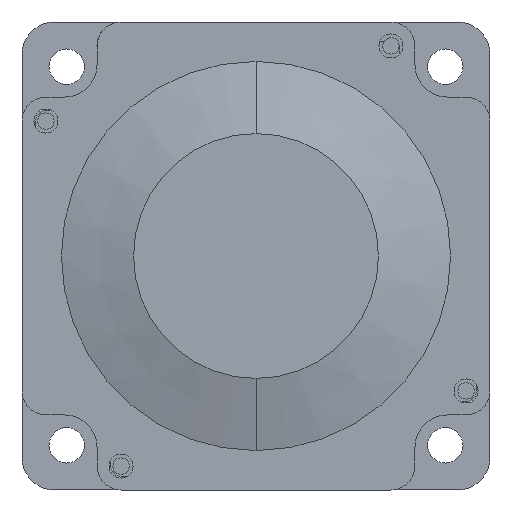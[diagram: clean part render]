
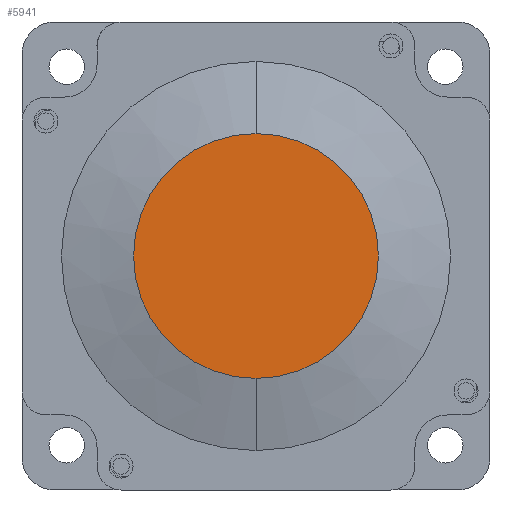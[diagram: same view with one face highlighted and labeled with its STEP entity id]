
A CAD part, front view. The second image highlights one B-rep face of the part: STEP entity #5941.
In plain terms, the highlighted planar face has unit normal (0, -1, 0).
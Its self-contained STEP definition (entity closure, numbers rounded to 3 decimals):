
#152 = CARTESIAN_POINT ( 'NONE',  ( 43., -3.5, -43. ) ) ;
#367 = AXIS2_PLACEMENT_3D ( 'NONE', #152, #5839, #980 ) ;
#651 = DIRECTION ( 'NONE',  ( 0., 0., 1. ) ) ;
#980 = DIRECTION ( 'NONE',  ( 0., 0., 1. ) ) ;
#1471 = DIRECTION ( 'NONE',  ( 0., 1., 0. ) ) ;
#1531 = CARTESIAN_POINT ( 'NONE',  ( 43., -3.5, -65.5 ) ) ;
#2822 = VERTEX_POINT ( 'NONE', #1531 ) ;
#3322 = EDGE_LOOP ( 'NONE', ( #10146, #7060 ) ) ;
#3385 = AXIS2_PLACEMENT_3D ( 'NONE', #4681, #1471, #7128 ) ;
#3396 = CIRCLE ( 'NONE', #6261, 22.5 ) ;
#3876 = VERTEX_POINT ( 'NONE', #7430 ) ;
#4407 = CIRCLE ( 'NONE', #367, 22.5 ) ;
#4647 = PLANE ( 'NONE',  #3385 ) ;
#4681 = CARTESIAN_POINT ( 'NONE',  ( 43., -3.5, -43. ) ) ;
#5527 = DIRECTION ( 'NONE',  ( 0., 1., 0. ) ) ;
#5839 = DIRECTION ( 'NONE',  ( 0., 1., 0. ) ) ;
#5941 = ADVANCED_FACE ( 'NONE', ( #9814 ), #4647, .F. ) ;
#6261 = AXIS2_PLACEMENT_3D ( 'NONE', #10327, #5527, #651 ) ;
#6463 = EDGE_CURVE ( 'NONE', #3876, #2822, #3396, .T. ) ;
#7060 = ORIENTED_EDGE ( 'NONE', *, *, #8300, .F. ) ;
#7128 = DIRECTION ( 'NONE',  ( 0., 0., 1. ) ) ;
#7430 = CARTESIAN_POINT ( 'NONE',  ( 43., -3.5, -20.5 ) ) ;
#8300 = EDGE_CURVE ( 'NONE', #2822, #3876, #4407, .T. ) ;
#9814 = FACE_OUTER_BOUND ( 'NONE', #3322, .T. ) ;
#10146 = ORIENTED_EDGE ( 'NONE', *, *, #6463, .F. ) ;
#10327 = CARTESIAN_POINT ( 'NONE',  ( 43., -3.5, -43. ) ) ;
